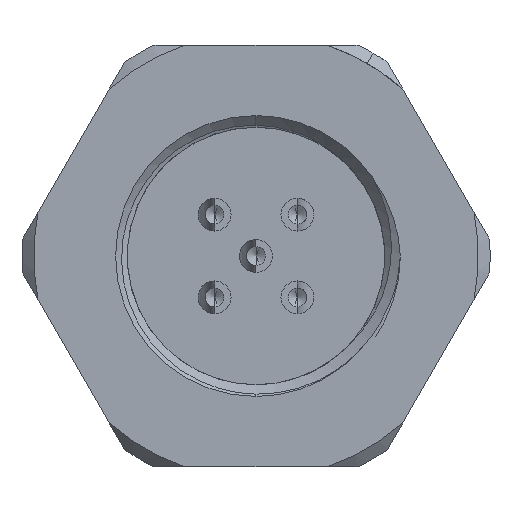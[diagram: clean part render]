
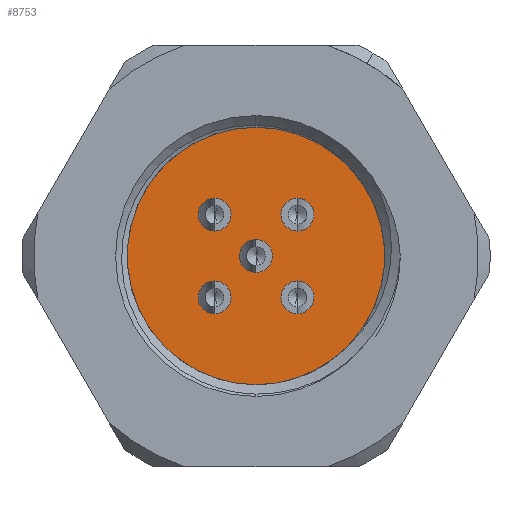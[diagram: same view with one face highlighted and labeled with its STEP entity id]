
A CAD part, left-side view. The second image highlights one B-rep face of the part: STEP entity #8753.
In plain terms, the highlighted planar face has unit normal (-1, 0, 0).
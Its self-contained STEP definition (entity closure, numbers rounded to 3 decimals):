
#82 = ORIENTED_EDGE ( 'NONE', *, *, #8257, .F. ) ;
#165 = AXIS2_PLACEMENT_3D ( 'NONE', #2720, #976, #6477 ) ;
#208 = DIRECTION ( 'NONE',  ( -1., 0., 0. ) ) ;
#282 = CARTESIAN_POINT ( 'NONE',  ( -12., 0., 0. ) ) ;
#479 = CARTESIAN_POINT ( 'NONE',  ( -12., -1.768, -1.768 ) ) ;
#731 = VERTEX_POINT ( 'NONE', #10622 ) ;
#976 = DIRECTION ( 'NONE',  ( -1., 0., 0. ) ) ;
#1265 = ORIENTED_EDGE ( 'NONE', *, *, #6876, .F. ) ;
#1347 = EDGE_CURVE ( 'NONE', #17068, #2360, #15234, .T. ) ;
#1415 = DIRECTION ( 'NONE',  ( -1., 0., 0. ) ) ;
#1488 = VERTEX_POINT ( 'NONE', #21562 ) ;
#1576 = CIRCLE ( 'NONE', #6518, 6. ) ;
#1577 = EDGE_CURVE ( 'NONE', #731, #3764, #8678, .T. ) ;
#2020 = DIRECTION ( 'NONE',  ( 0., 0., 1. ) ) ;
#2360 = VERTEX_POINT ( 'NONE', #8276 ) ;
#2720 = CARTESIAN_POINT ( 'NONE',  ( -12., -1.768, -1.768 ) ) ;
#2726 = CIRCLE ( 'NONE', #16284, 0.7 ) ;
#2965 = FACE_BOUND ( 'NONE', #21490, .T. ) ;
#3002 = DIRECTION ( 'NONE',  ( -1., 0., 0. ) ) ;
#3764 = VERTEX_POINT ( 'NONE', #20691 ) ;
#4427 = ORIENTED_EDGE ( 'NONE', *, *, #1347, .F. ) ;
#4656 = ORIENTED_EDGE ( 'NONE', *, *, #9499, .F. ) ;
#4657 = CARTESIAN_POINT ( 'NONE',  ( -12., -1.768, -1.068 ) ) ;
#4987 = CARTESIAN_POINT ( 'NONE',  ( -12., 1.768, 1.768 ) ) ;
#5191 = EDGE_CURVE ( 'NONE', #17129, #13147, #1576, .T. ) ;
#5216 = VERTEX_POINT ( 'NONE', #4657 ) ;
#5428 = EDGE_LOOP ( 'NONE', ( #18171, #1265 ) ) ;
#5741 = PLANE ( 'NONE',  #8058 ) ;
#5899 = CARTESIAN_POINT ( 'NONE',  ( -12., 1.768, -1.768 ) ) ;
#5975 = DIRECTION ( 'NONE',  ( 0., 0., 1. ) ) ;
#6110 = AXIS2_PLACEMENT_3D ( 'NONE', #282, #17879, #7224 ) ;
#6367 = ORIENTED_EDGE ( 'NONE', *, *, #5191, .T. ) ;
#6406 = CARTESIAN_POINT ( 'NONE',  ( -12., -1.768, -2.468 ) ) ;
#6432 = EDGE_CURVE ( 'NONE', #5216, #18131, #21819, .T. ) ;
#6477 = DIRECTION ( 'NONE',  ( 0., 0., 1. ) ) ;
#6518 = AXIS2_PLACEMENT_3D ( 'NONE', #21270, #6818, #17349 ) ;
#6818 = DIRECTION ( 'NONE',  ( -1., 0., 0. ) ) ;
#6876 = EDGE_CURVE ( 'NONE', #1488, #9529, #2726, .T. ) ;
#6911 = DIRECTION ( 'NONE',  ( -1., 0., 0. ) ) ;
#7192 = CIRCLE ( 'NONE', #21743, 6. ) ;
#7224 = DIRECTION ( 'NONE',  ( 0., 0., 1. ) ) ;
#7939 = EDGE_CURVE ( 'NONE', #18131, #5216, #8593, .T. ) ;
#8058 = AXIS2_PLACEMENT_3D ( 'NONE', #14547, #19957, #9212 ) ;
#8207 = EDGE_LOOP ( 'NONE', ( #10487, #22582 ) ) ;
#8257 = EDGE_CURVE ( 'NONE', #3764, #731, #9993, .T. ) ;
#8276 = CARTESIAN_POINT ( 'NONE',  ( -12., 0., 0.7 ) ) ;
#8593 = CIRCLE ( 'NONE', #10525, 0.7 ) ;
#8678 = CIRCLE ( 'NONE', #14462, 0.7 ) ;
#8753 = ADVANCED_FACE ( 'NONE', ( #9443, #22649, #2965, #13366, #17830, #14202 ), #5741, .F. ) ;
#9002 = CARTESIAN_POINT ( 'NONE',  ( -12., -1.768, 1.068 ) ) ;
#9183 = CARTESIAN_POINT ( 'NONE',  ( -12., 0., 0. ) ) ;
#9196 = AXIS2_PLACEMENT_3D ( 'NONE', #19380, #3002, #15555 ) ;
#9212 = DIRECTION ( 'NONE',  ( 0., 0., -1. ) ) ;
#9443 = FACE_BOUND ( 'NONE', #9619, .T. ) ;
#9499 = EDGE_CURVE ( 'NONE', #11885, #18399, #9973, .T. ) ;
#9529 = VERTEX_POINT ( 'NONE', #12319 ) ;
#9619 = EDGE_LOOP ( 'NONE', ( #10876, #4427 ) ) ;
#9833 = CARTESIAN_POINT ( 'NONE',  ( -12., 0., -0.7 ) ) ;
#9973 = CIRCLE ( 'NONE', #10215, 0.7 ) ;
#9993 = CIRCLE ( 'NONE', #16919, 0.7 ) ;
#10215 = AXIS2_PLACEMENT_3D ( 'NONE', #15863, #6911, #15641 ) ;
#10403 = DIRECTION ( 'NONE',  ( -1., 0., 0. ) ) ;
#10487 = ORIENTED_EDGE ( 'NONE', *, *, #6432, .F. ) ;
#10525 = AXIS2_PLACEMENT_3D ( 'NONE', #479, #16432, #20124 ) ;
#10622 = CARTESIAN_POINT ( 'NONE',  ( -12., 1.768, 2.468 ) ) ;
#10876 = ORIENTED_EDGE ( 'NONE', *, *, #21654, .F. ) ;
#11171 = EDGE_LOOP ( 'NONE', ( #22176, #6367 ) ) ;
#11264 = CARTESIAN_POINT ( 'NONE',  ( -12., 1.768, 1.768 ) ) ;
#11317 = DIRECTION ( 'NONE',  ( -1., 0., 0. ) ) ;
#11885 = VERTEX_POINT ( 'NONE', #9002 ) ;
#12052 = AXIS2_PLACEMENT_3D ( 'NONE', #9183, #208, #2020 ) ;
#12087 = CARTESIAN_POINT ( 'NONE',  ( -12., 0., 6. ) ) ;
#12319 = CARTESIAN_POINT ( 'NONE',  ( -12., 1.768, -1.068 ) ) ;
#13147 = VERTEX_POINT ( 'NONE', #12087 ) ;
#13191 = EDGE_CURVE ( 'NONE', #18399, #11885, #19667, .T. ) ;
#13366 = FACE_BOUND ( 'NONE', #8207, .T. ) ;
#13969 = DIRECTION ( 'NONE',  ( 0., 0., 1. ) ) ;
#14082 = CARTESIAN_POINT ( 'NONE',  ( -12., -1.768, 2.468 ) ) ;
#14202 = FACE_OUTER_BOUND ( 'NONE', #11171, .T. ) ;
#14462 = AXIS2_PLACEMENT_3D ( 'NONE', #11264, #21876, #20382 ) ;
#14547 = CARTESIAN_POINT ( 'NONE',  ( -12., 4., 0. ) ) ;
#15234 = CIRCLE ( 'NONE', #12052, 0.7 ) ;
#15397 = EDGE_LOOP ( 'NONE', ( #20364, #82 ) ) ;
#15555 = DIRECTION ( 'NONE',  ( 0., 0., 1. ) ) ;
#15641 = DIRECTION ( 'NONE',  ( 0., 0., 1. ) ) ;
#15863 = CARTESIAN_POINT ( 'NONE',  ( -12., -1.768, 1.768 ) ) ;
#16130 = AXIS2_PLACEMENT_3D ( 'NONE', #22699, #10403, #13969 ) ;
#16284 = AXIS2_PLACEMENT_3D ( 'NONE', #5899, #11317, #5975 ) ;
#16432 = DIRECTION ( 'NONE',  ( -1., 0., 0. ) ) ;
#16553 = CIRCLE ( 'NONE', #16130, 0.7 ) ;
#16919 = AXIS2_PLACEMENT_3D ( 'NONE', #4987, #1415, #17529 ) ;
#17068 = VERTEX_POINT ( 'NONE', #9833 ) ;
#17129 = VERTEX_POINT ( 'NONE', #20576 ) ;
#17349 = DIRECTION ( 'NONE',  ( 0., 0., 1. ) ) ;
#17372 = EDGE_CURVE ( 'NONE', #9529, #1488, #16553, .T. ) ;
#17529 = DIRECTION ( 'NONE',  ( 0., 0., 1. ) ) ;
#17709 = CARTESIAN_POINT ( 'NONE',  ( -12., 0., 0. ) ) ;
#17830 = FACE_BOUND ( 'NONE', #5428, .T. ) ;
#17879 = DIRECTION ( 'NONE',  ( -1., 0., 0. ) ) ;
#17942 = DIRECTION ( 'NONE',  ( 0., 0., 1. ) ) ;
#18131 = VERTEX_POINT ( 'NONE', #6406 ) ;
#18171 = ORIENTED_EDGE ( 'NONE', *, *, #17372, .F. ) ;
#18399 = VERTEX_POINT ( 'NONE', #14082 ) ;
#19322 = CIRCLE ( 'NONE', #6110, 0.7 ) ;
#19380 = CARTESIAN_POINT ( 'NONE',  ( -12., -1.768, 1.768 ) ) ;
#19667 = CIRCLE ( 'NONE', #9196, 0.7 ) ;
#19957 = DIRECTION ( 'NONE',  ( 1., 0., 0. ) ) ;
#20124 = DIRECTION ( 'NONE',  ( 0., 0., 1. ) ) ;
#20364 = ORIENTED_EDGE ( 'NONE', *, *, #1577, .F. ) ;
#20382 = DIRECTION ( 'NONE',  ( 0., 0., 1. ) ) ;
#20576 = CARTESIAN_POINT ( 'NONE',  ( -12., 0., -6. ) ) ;
#20691 = CARTESIAN_POINT ( 'NONE',  ( -12., 1.768, 1.068 ) ) ;
#21270 = CARTESIAN_POINT ( 'NONE',  ( -12., 0., 0. ) ) ;
#21490 = EDGE_LOOP ( 'NONE', ( #22009, #4656 ) ) ;
#21562 = CARTESIAN_POINT ( 'NONE',  ( -12., 1.768, -2.468 ) ) ;
#21654 = EDGE_CURVE ( 'NONE', #2360, #17068, #19322, .T. ) ;
#21743 = AXIS2_PLACEMENT_3D ( 'NONE', #17709, #23211, #17942 ) ;
#21819 = CIRCLE ( 'NONE', #165, 0.7 ) ;
#21876 = DIRECTION ( 'NONE',  ( -1., 0., 0. ) ) ;
#22009 = ORIENTED_EDGE ( 'NONE', *, *, #13191, .F. ) ;
#22176 = ORIENTED_EDGE ( 'NONE', *, *, #22295, .T. ) ;
#22295 = EDGE_CURVE ( 'NONE', #13147, #17129, #7192, .T. ) ;
#22582 = ORIENTED_EDGE ( 'NONE', *, *, #7939, .F. ) ;
#22649 = FACE_BOUND ( 'NONE', #15397, .T. ) ;
#22699 = CARTESIAN_POINT ( 'NONE',  ( -12., 1.768, -1.768 ) ) ;
#23211 = DIRECTION ( 'NONE',  ( -1., 0., 0. ) ) ;
